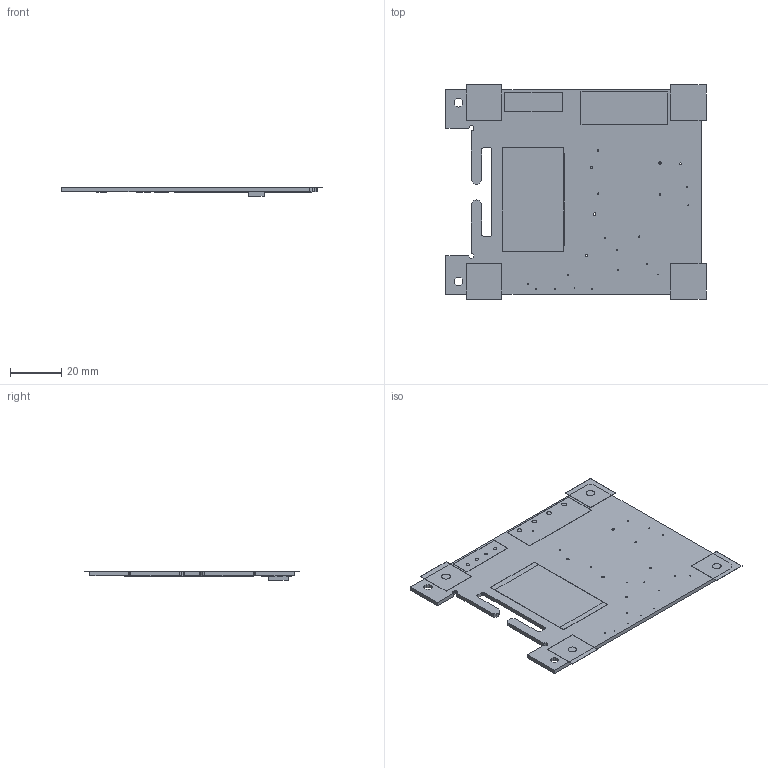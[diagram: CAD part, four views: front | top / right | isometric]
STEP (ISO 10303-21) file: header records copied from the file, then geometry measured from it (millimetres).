
FILE_DESCRIPTION(/* description */ (''),/* implementation_level */ '2;1');
FILE_NAME(/* name */ 'ffc2a025-cc2a-4fa3-a414-2b2733f7bc1b.stp',/* time_stamp */ '2022-07-22T23:28:38Z',/* author */ (''),/* organization */ (''),/* preprocessor_version */ 'ST-DEVELOPER v19',/* originating_system */ 'Autodesk Translation Framework v11.7.0.108',/* authorisation */ '');
FILE_SCHEMA (('AUTOMOTIVE_DESIGN { 1 0 10303 214 3 1 1 }'));
Length unit declared in the file: millimetre
Products named in the file (15): ffc2a025-cc2a-4fa3-a414-2b2733f7bc1b; PCB Component; Board; M3_BRASS; CONN_2X3_SMD; TP; XL4005-DEV; 100 uF; AZ1084C; 220; YELLOW; PTC; SCREW_TERMINAL_4; BARRIER_BLOCK-4PIN; AZ1117CDAZ1117CD
Assembly tree (54 placements, depth 3):
  ffc2a025-cc2a-4fa3-a414-2b2733f7bc1b
    PCB Component
      Board
      M3_BRASS  x4
      CONN_2X3_SMD
      TP  x7
      XL4005-DEV
      100 uF  x3
      AZ1084C
      220  x26
      YELLOW  x4
      PTC
      SCREW_TERMINAL_4
      BARRIER_BLOCK-4PIN
      AZ1117CDAZ1117CD  x2
Bounding box: 101.99 x 83.98 x 3.37 mm (x, y, z)
Volume: 10406.2 mm3; surface area: 20593.2 mm2
Topology: 53 solids, 53 shells, 515 faces, 1227 edges, 818 vertices
Faces by surface type: plane 460, cylinder 55
Full cylindrical faces by diameter (mm): 0.381 x12, 0.508 x3, 0.635 x4, 1.016 x4, 1.3 x4, 1.905 x4
Entity records: 9617 total; most frequent: CARTESIAN_POINT 1589, DIRECTION 1545, ORIENTED_EDGE 1494, EDGE_CURVE 747, LINE 637, VECTOR 637, VERTEX_POINT 498, AXIS2_PLACEMENT_3D 454
